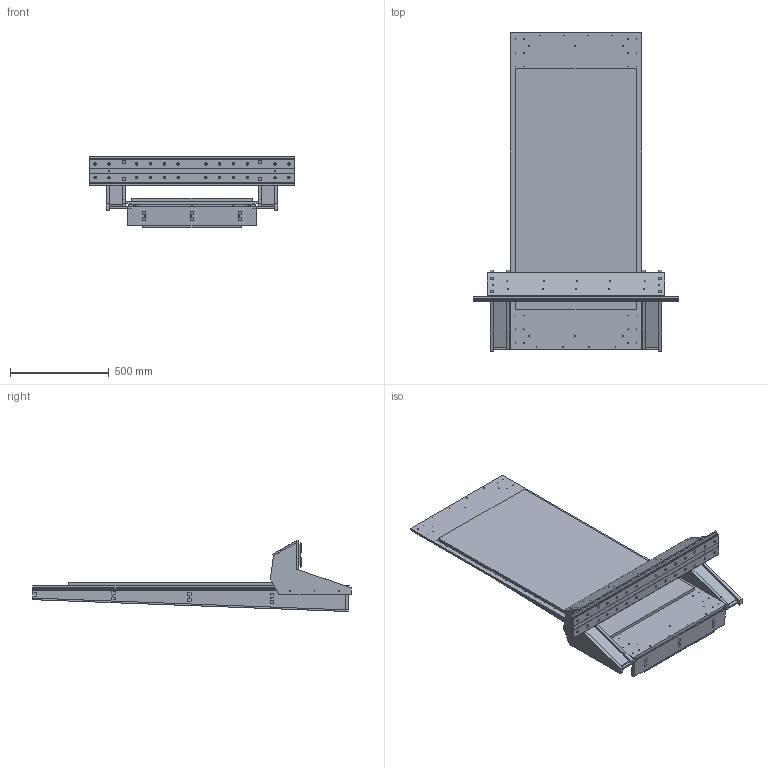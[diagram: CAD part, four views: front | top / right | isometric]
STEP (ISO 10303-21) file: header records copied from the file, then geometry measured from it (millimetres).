
FILE_DESCRIPTION(/* description */ (''),/* implementation_level */ '2;1');
FILE_NAME(/* name */ 'Better_box v38.step',/* time_stamp */ '2017-12-01T03:56:47+01:00',/* author */ ('jaknil'),/* organization */ (''),/* preprocessor_version */ 'ST-DEVELOPER v16.13',/* originating_system */ 'Autodesk Translation Framework v6.5.0.72',/* authorisation */ '');
FILE_SCHEMA (('AUTOMOTIVE_DESIGN { 1 0 10303 214 3 1 1 }'));
Products named in the file (39): Better_box; Base; torsion_box_frame; left; bottom; Component10; rib; right; mid; top; Component9; top_rib; Bottom_rib; y_rail_8mm; y_backing_16mm; Backing 8mm; spoilboard; Gantry; X-rail; X-pad; x-back; Gantry_axis_Plate; outer_cheek; Top_gantry; rib_gantry; back_rib_gantry; Lower_side_gantry; inner_cheek_gantry; inner_rib; inner_rib_1; inner_rib_2; Screw_cutter; Component39; Gantry_lower(Mirror); inner_cheek_gantry(Mirror); rib_gantry(Mirror); outer_cheek(Mirror); Screw_cutter(Mirror); back_rib_gantry(Mirror)
Assembly tree (161 placements, depth 5):
  Better_box
    Base
      torsion_box_frame
        left
          Screw_cutter  x16
        bottom
          Component10
          Screw_cutter  x8
        rib
          Screw_cutter  x8
        right
          Screw_cutter  x16
        Screw_cutter
        mid
          Screw_cutter  x15
        top
          Component9
          Screw_cutter  x8
        top_rib
          Screw_cutter  x10
        Bottom_rib
          Screw_cutter  x10
      y_rail_8mm
      y_backing_16mm
      Backing 8mm
      spoilboard
    Gantry
      X-rail
      X-pad
      x-back
      Gantry_axis_Plate
      outer_cheek
      Top_gantry
      rib_gantry
      back_rib_gantry
      Lower_side_gantry
      inner_cheek_gantry
        Screw_cutter  x4
      inner_rib
        Screw_cutter  x6
        Component39
      inner_rib_1
        Screw_cutter  x6
        Component39
      inner_rib_2
        Screw_cutter  x6
        Component39
      Gantry_lower(Mirror)
      inner_cheek_gantry(Mirror)
        Screw_cutter(Mirror)  x7
      rib_gantry(Mirror)
      outer_cheek(Mirror)
        Screw_cutter(Mirror)  x2
      back_rib_gantry(Mirror)
Bounding box: 1040 x 1610.3 x 359.49 mm (x, y, z)
Volume: 59818139 mm3; surface area: 11138199.2 mm2
Topology: 30 solids, 30 shells, 2516 faces, 6847 edges, 4576 vertices
Faces by surface type: plane 1933, cylinder 583
Full cylindrical faces by diameter (mm): 4 x187, 4.2 x92, 5 x10, 5.2 x164, 12.5 x116
Entity records: 78567 total; most frequent: CARTESIAN_POINT 13343, ORIENTED_EDGE 12902, DIRECTION 12820, EDGE_CURVE 6451, LINE 5242, VECTOR 5242, VERTEX_POINT 4312, AXIS2_PLACEMENT_3D 3789
